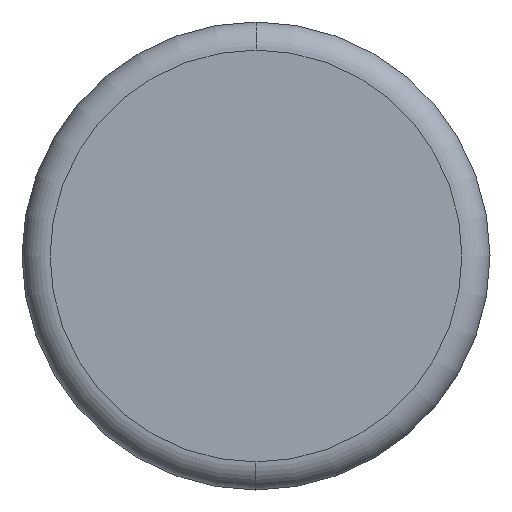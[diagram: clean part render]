
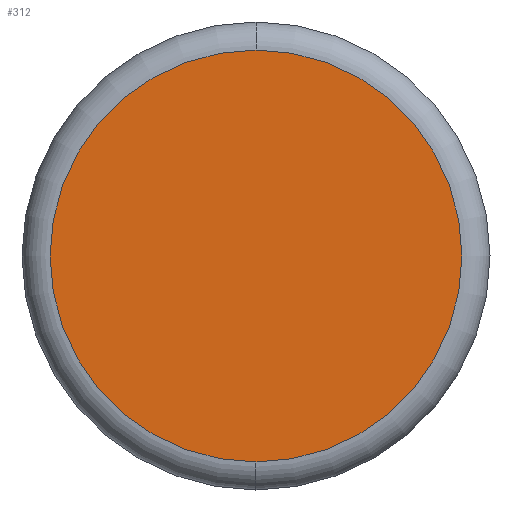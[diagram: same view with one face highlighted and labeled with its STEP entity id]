
A CAD part, front view. The second image highlights one B-rep face of the part: STEP entity #312.
In plain terms, the highlighted planar face has unit normal (0, -1, 0).
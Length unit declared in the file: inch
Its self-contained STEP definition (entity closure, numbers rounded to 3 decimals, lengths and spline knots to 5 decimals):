
#17 = ORIENTED_EDGE ( 'NONE', *, *, #152, .T. ) ;
#18 = PLANE ( 'NONE',  #197 ) ;
#26 = DIRECTION ( 'NONE',  ( 0., -1., 0. ) ) ;
#31 = DIRECTION ( 'NONE',  ( 0., 0., -1. ) ) ;
#77 = CIRCLE ( 'NONE', #227, 0.44 ) ;
#92 = CARTESIAN_POINT ( 'NONE',  ( 0., 0., 0. ) ) ;
#114 = CARTESIAN_POINT ( 'NONE',  ( 0., 0., 0.44 ) ) ;
#125 = AXIS2_PLACEMENT_3D ( 'NONE', #246, #368, #203 ) ;
#140 = VERTEX_POINT ( 'NONE', #338 ) ;
#142 = CIRCLE ( 'NONE', #125, 0.44 ) ;
#152 = EDGE_CURVE ( 'NONE', #140, #395, #77, .T. ) ;
#194 = EDGE_CURVE ( 'NONE', #395, #140, #142, .T. ) ;
#197 = AXIS2_PLACEMENT_3D ( 'NONE', #390, #229, #348 ) ;
#203 = DIRECTION ( 'NONE',  ( 0., 0., -1. ) ) ;
#227 = AXIS2_PLACEMENT_3D ( 'NONE', #92, #26, #31 ) ;
#229 = DIRECTION ( 'NONE',  ( 0., -1., 0. ) ) ;
#246 = CARTESIAN_POINT ( 'NONE',  ( 0., 0., 0. ) ) ;
#312 = ADVANCED_FACE ( 'NONE', ( #372 ), #18, .T. ) ;
#338 = CARTESIAN_POINT ( 'NONE',  ( 0., 0., -0.44 ) ) ;
#345 = ORIENTED_EDGE ( 'NONE', *, *, #194, .T. ) ;
#348 = DIRECTION ( 'NONE',  ( 0., 0., -1. ) ) ;
#368 = DIRECTION ( 'NONE',  ( 0., -1., 0. ) ) ;
#372 = FACE_OUTER_BOUND ( 'NONE', #383, .T. ) ;
#383 = EDGE_LOOP ( 'NONE', ( #17, #345 ) ) ;
#390 = CARTESIAN_POINT ( 'NONE',  ( 0., 0., 0. ) ) ;
#395 = VERTEX_POINT ( 'NONE', #114 ) ;
